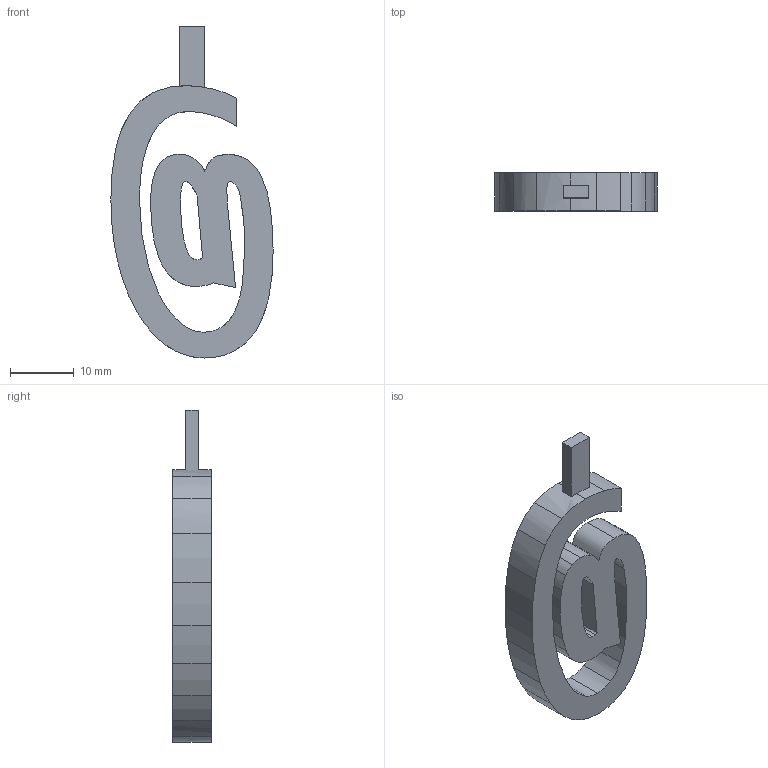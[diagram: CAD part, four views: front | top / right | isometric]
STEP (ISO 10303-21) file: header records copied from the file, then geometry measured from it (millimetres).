
FILE_DESCRIPTION(/* description */ (''),/* implementation_level */ '2;1');
FILE_NAME(/* name */ '@.step',/* time_stamp */ '2026-01-18T20:30:35+01:00',/* author */ (''),/* organization */ (''),/* preprocessor_version */ 'ST-DEVELOPER v20.1',/* originating_system */ 'Autodesk Translation Framework v14.21.0.0',/* authorisation */ '');
FILE_SCHEMA (('AUTOMOTIVE_DESIGN { 1 0 10303 214 3 1 1 }'));
Length unit declared in the file: millimetre
Products named in the file (2): @; At
Assembly tree (1 placements, depth 2):
  @
    At
Bounding box: 25.39 x 6 x 51.95 mm (x, y, z)
Volume: 3646 mm3; surface area: 3051.3 mm2
Topology: 2 solids, 2 shells, 162 faces, 468 edges, 312 vertices
Faces by surface type: bspline 139, plane 23
Entity records: 6670 total; most frequent: CARTESIAN_POINT 3332, ORIENTED_EDGE 936, EDGE_CURVE 468, VERTEX_POINT 312, B_SPLINE_CURVE_WITH_KNOTS 284, DIRECTION 236, LINE 184, VECTOR 184
